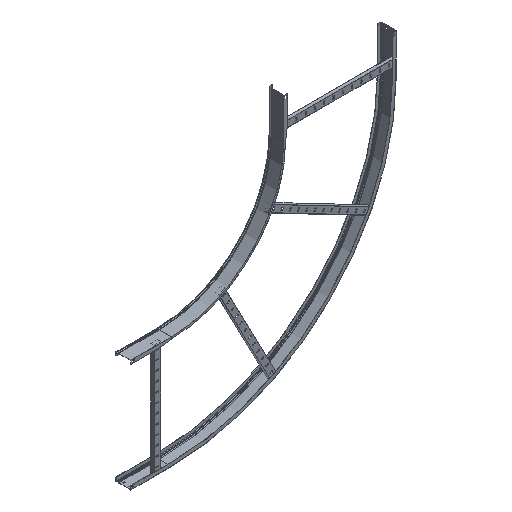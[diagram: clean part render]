
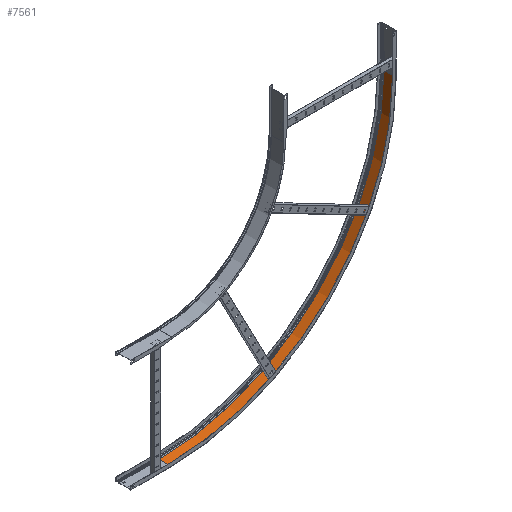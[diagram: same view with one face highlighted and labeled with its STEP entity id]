
A CAD part, isometric view. The second image highlights one B-rep face of the part: STEP entity #7561.
In plain terms, the highlighted cylindrical face has radius 1198.8 mm (diameter 2397.6 mm), a partial arc.
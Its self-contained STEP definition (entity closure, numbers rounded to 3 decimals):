
#33 = ORIENTED_EDGE ( 'NONE', *, *, #2001, .T. ) ;
#269 = LINE ( 'NONE', #2823, #5725 ) ;
#373 = VERTEX_POINT ( 'NONE', #8384 ) ;
#439 = DIRECTION ( 'NONE',  ( 0., 1., 0. ) ) ;
#749 = CARTESIAN_POINT ( 'NONE',  ( 0., 64.499, 0. ) ) ;
#758 = ORIENTED_EDGE ( 'NONE', *, *, #8637, .T. ) ;
#824 = DIRECTION ( 'NONE',  ( 0., 0., 1. ) ) ;
#842 = FACE_OUTER_BOUND ( 'NONE', #5073, .T. ) ;
#1241 = CARTESIAN_POINT ( 'NONE',  ( 0., 64.499, -1198.8 ) ) ;
#1406 = DIRECTION ( 'NONE',  ( 0., 1., 0. ) ) ;
#1585 = DIRECTION ( 'NONE',  ( 0., 1., 0. ) ) ;
#1849 = ORIENTED_EDGE ( 'NONE', *, *, #3422, .F. ) ;
#2001 = EDGE_CURVE ( 'NONE', #4951, #7152, #3761, .T. ) ;
#2053 = DIRECTION ( 'NONE',  ( 0., 0., 1. ) ) ;
#2210 = AXIS2_PLACEMENT_3D ( 'NONE', #7642, #1585, #4304 ) ;
#2584 = CARTESIAN_POINT ( 'NONE',  ( 1198.8, 64.499, 0. ) ) ;
#2823 = CARTESIAN_POINT ( 'NONE',  ( 1198.8, 0., 0. ) ) ;
#2895 = VECTOR ( 'NONE', #439, 1000. ) ;
#3190 = CARTESIAN_POINT ( 'NONE',  ( 0., 2.2, -1198.8 ) ) ;
#3284 = AXIS2_PLACEMENT_3D ( 'NONE', #3497, #3470, #824 ) ;
#3422 = EDGE_CURVE ( 'NONE', #373, #7152, #8763, .T. ) ;
#3470 = DIRECTION ( 'NONE',  ( 0., -1., 0. ) ) ;
#3497 = CARTESIAN_POINT ( 'NONE',  ( 0., 1.2, 0. ) ) ;
#3606 = CARTESIAN_POINT ( 'NONE',  ( 1198.8, 1.2, 0. ) ) ;
#3729 = EDGE_CURVE ( 'NONE', #373, #4718, #4802, .T. ) ;
#3761 = CIRCLE ( 'NONE', #6469, 1198.8 ) ;
#4304 = DIRECTION ( 'NONE',  ( 0., 0., 1. ) ) ;
#4718 = VERTEX_POINT ( 'NONE', #3606 ) ;
#4802 = CIRCLE ( 'NONE', #3284, 1198.8 ) ;
#4951 = VERTEX_POINT ( 'NONE', #2584 ) ;
#5073 = EDGE_LOOP ( 'NONE', ( #33, #1849, #7875, #758 ) ) ;
#5725 = VECTOR ( 'NONE', #6232, 1000. ) ;
#6166 = CYLINDRICAL_SURFACE ( 'NONE', #2210, 1198.8 ) ;
#6232 = DIRECTION ( 'NONE',  ( 0., 1., 0. ) ) ;
#6469 = AXIS2_PLACEMENT_3D ( 'NONE', #749, #1406, #2053 ) ;
#7152 = VERTEX_POINT ( 'NONE', #1241 ) ;
#7561 = ADVANCED_FACE ( 'NONE', ( #842 ), #6166, .F. ) ;
#7642 = CARTESIAN_POINT ( 'NONE',  ( 0., 0., 0. ) ) ;
#7875 = ORIENTED_EDGE ( 'NONE', *, *, #3729, .T. ) ;
#8384 = CARTESIAN_POINT ( 'NONE',  ( 0., 1.2, -1198.8 ) ) ;
#8637 = EDGE_CURVE ( 'NONE', #4718, #4951, #269, .T. ) ;
#8763 = LINE ( 'NONE', #3190, #2895 ) ;
